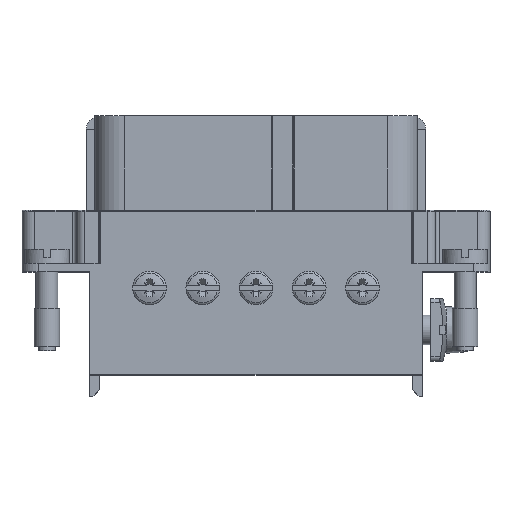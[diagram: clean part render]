
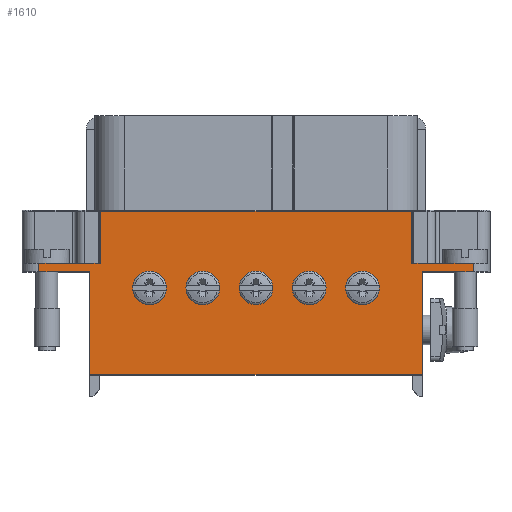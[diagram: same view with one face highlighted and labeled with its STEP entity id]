
A CAD part, top view. The second image highlights one B-rep face of the part: STEP entity #1610.
In plain terms, the highlighted planar face has unit normal (0, 0, 1).
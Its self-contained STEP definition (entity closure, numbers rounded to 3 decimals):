
#169=FACE_BOUND('',#5093,.T.);
#170=FACE_BOUND('',#5094,.T.);
#171=FACE_BOUND('',#5095,.T.);
#172=FACE_BOUND('',#5096,.T.);
#173=FACE_BOUND('',#5097,.T.);
#174=FACE_BOUND('',#5098,.T.);
#629=CIRCLE('',#24749,2.);
#630=CIRCLE('',#24750,2.);
#631=CIRCLE('',#24751,2.);
#632=CIRCLE('',#24752,2.);
#633=CIRCLE('',#24753,2.);
#1420=B_SPLINE_CURVE_WITH_KNOTS('',3,(#34261,#34262,#34263,#34264),
 .UNSPECIFIED.,.F.,.F.,(4,4),(0.,1.),.UNSPECIFIED.);
#1421=B_SPLINE_CURVE_WITH_KNOTS('',3,(#34284,#34285,#34286,#34287),
 .UNSPECIFIED.,.F.,.F.,(4,4),(0.,1.),.UNSPECIFIED.);
#1610=ADVANCED_FACE('89',(#169,#170,#171,#172,#173,#174),#2886,.T.);
#2886=PLANE('',#24754);
#5093=EDGE_LOOP('',(#6777,#6778,#6779,#6780,#6781,#6782,#6783,#6784,#6785,
#6786,#6787,#6788,#6789,#6790,#6791,#6792));
#5094=EDGE_LOOP('',(#6793));
#5095=EDGE_LOOP('',(#6794));
#5096=EDGE_LOOP('',(#6795));
#5097=EDGE_LOOP('',(#6796));
#5098=EDGE_LOOP('',(#6797));
#6777=ORIENTED_EDGE('',*,*,#16086,.T.);
#6778=ORIENTED_EDGE('',*,*,#16087,.F.);
#6779=ORIENTED_EDGE('',*,*,#16088,.T.);
#6780=ORIENTED_EDGE('',*,*,#16089,.T.);
#6781=ORIENTED_EDGE('',*,*,#16090,.T.);
#6782=ORIENTED_EDGE('',*,*,#16091,.T.);
#6783=ORIENTED_EDGE('',*,*,#16092,.T.);
#6784=ORIENTED_EDGE('',*,*,#16093,.T.);
#6785=ORIENTED_EDGE('',*,*,#16094,.T.);
#6786=ORIENTED_EDGE('',*,*,#16095,.T.);
#6787=ORIENTED_EDGE('',*,*,#16096,.F.);
#6788=ORIENTED_EDGE('',*,*,#16097,.T.);
#6789=ORIENTED_EDGE('',*,*,#16098,.F.);
#6790=ORIENTED_EDGE('',*,*,#16099,.F.);
#6791=ORIENTED_EDGE('',*,*,#16100,.T.);
#6792=ORIENTED_EDGE('',*,*,#16101,.T.);
#6793=ORIENTED_EDGE('',*,*,#16102,.F.);
#6794=ORIENTED_EDGE('',*,*,#16103,.F.);
#6795=ORIENTED_EDGE('',*,*,#16104,.F.);
#6796=ORIENTED_EDGE('',*,*,#16105,.F.);
#6797=ORIENTED_EDGE('',*,*,#16106,.F.);
#13677=VERTEX_POINT('',#34251);
#13678=VERTEX_POINT('',#34252);
#13679=VERTEX_POINT('',#34254);
#13680=VERTEX_POINT('',#34256);
#13681=VERTEX_POINT('',#34258);
#13682=VERTEX_POINT('',#34260);
#13683=VERTEX_POINT('',#34265);
#13684=VERTEX_POINT('',#34267);
#13685=VERTEX_POINT('',#34269);
#13686=VERTEX_POINT('',#34271);
#13687=VERTEX_POINT('',#34273);
#13688=VERTEX_POINT('',#34275);
#13689=VERTEX_POINT('',#34277);
#13690=VERTEX_POINT('',#34279);
#13691=VERTEX_POINT('',#34281);
#13692=VERTEX_POINT('',#34283);
#13693=VERTEX_POINT('',#34289);
#13694=VERTEX_POINT('',#34291);
#13695=VERTEX_POINT('',#34293);
#13696=VERTEX_POINT('',#34295);
#13697=VERTEX_POINT('',#34297);
#16086=EDGE_CURVE('',#13677,#13678,#19571,.T.);
#16087=EDGE_CURVE('3546',#13679,#13678,#19572,.T.);
#16088=EDGE_CURVE('4202',#13679,#13680,#19573,.T.);
#16089=EDGE_CURVE('3840',#13680,#13681,#19574,.T.);
#16090=EDGE_CURVE('',#13681,#13682,#19575,.T.);
#16091=EDGE_CURVE('',#13682,#13683,#1420,.T.);
#16092=EDGE_CURVE('',#13683,#13684,#19576,.T.);
#16093=EDGE_CURVE('',#13684,#13685,#19577,.T.);
#16094=EDGE_CURVE('',#13685,#13686,#19578,.T.);
#16095=EDGE_CURVE('',#13686,#13687,#19579,.T.);
#16096=EDGE_CURVE('',#13688,#13687,#19580,.T.);
#16097=EDGE_CURVE('',#13688,#13689,#19581,.T.);
#16098=EDGE_CURVE('',#13690,#13689,#19582,.T.);
#16099=EDGE_CURVE('',#13691,#13690,#19583,.T.);
#16100=EDGE_CURVE('',#13691,#13692,#19584,.T.);
#16101=EDGE_CURVE('',#13692,#13677,#1421,.T.);
#16102=EDGE_CURVE('',#13693,#13693,#629,.T.);
#16103=EDGE_CURVE('',#13694,#13694,#630,.T.);
#16104=EDGE_CURVE('',#13695,#13695,#631,.T.);
#16105=EDGE_CURVE('',#13696,#13696,#632,.T.);
#16106=EDGE_CURVE('',#13697,#13697,#633,.T.);
#19571=LINE('',#34250,#22177);
#19572=LINE('',#34253,#22178);
#19573=LINE('',#34255,#22179);
#19574=LINE('',#34257,#22180);
#19575=LINE('',#34259,#22181);
#19576=LINE('',#34266,#22182);
#19577=LINE('',#34268,#22183);
#19578=LINE('',#34270,#22184);
#19579=LINE('',#34272,#22185);
#19580=LINE('',#34274,#22186);
#19581=LINE('',#34276,#22187);
#19582=LINE('',#34278,#22188);
#19583=LINE('',#34280,#22189);
#19584=LINE('',#34282,#22190);
#22177=VECTOR('',#27085,1.);
#22178=VECTOR('',#27086,1.);
#22179=VECTOR('',#27087,1.);
#22180=VECTOR('',#27088,1.);
#22181=VECTOR('',#27089,1.);
#22182=VECTOR('',#27090,1.);
#22183=VECTOR('',#27091,1.);
#22184=VECTOR('',#27092,1.);
#22185=VECTOR('',#27093,1.);
#22186=VECTOR('',#27094,1.);
#22187=VECTOR('',#27095,1.);
#22188=VECTOR('',#27096,1.);
#22189=VECTOR('',#27097,1.);
#22190=VECTOR('',#27098,1.);
#24749=AXIS2_PLACEMENT_3D('',#34288,#27099,#27100);
#24750=AXIS2_PLACEMENT_3D('',#34290,#27101,#27102);
#24751=AXIS2_PLACEMENT_3D('',#34292,#27103,#27104);
#24752=AXIS2_PLACEMENT_3D('',#34294,#27105,#27106);
#24753=AXIS2_PLACEMENT_3D('',#34296,#27107,#27108);
#24754=AXIS2_PLACEMENT_3D('',#34298,#27109,#27110);
#27085=DIRECTION('',(-1.,0.,0.));
#27086=DIRECTION('',(0.,-1.,0.));
#27087=DIRECTION('',(-1.,0.,0.));
#27088=DIRECTION('',(0.,-1.,0.));
#27089=DIRECTION('',(-1.,0.,0.));
#27090=DIRECTION('',(-1.,0.,0.));
#27091=DIRECTION('',(0.,-1.,0.));
#27092=DIRECTION('',(1.,0.,0.));
#27093=DIRECTION('',(0.,-1.,0.));
#27094=DIRECTION('',(-1.,0.,0.));
#27095=DIRECTION('',(0.,1.,0.));
#27096=DIRECTION('',(-1.,0.,0.));
#27097=DIRECTION('',(0.,-1.,0.));
#27098=DIRECTION('',(-1.,0.,0.));
#27099=DIRECTION('',(0.,0.,1.));
#27100=DIRECTION('',(-1.,0.,0.));
#27101=DIRECTION('',(0.,0.,1.));
#27102=DIRECTION('',(-1.,0.,0.));
#27103=DIRECTION('',(0.,0.,1.));
#27104=DIRECTION('',(-1.,0.,0.));
#27105=DIRECTION('',(0.,0.,1.));
#27106=DIRECTION('',(-1.,0.,0.));
#27107=DIRECTION('',(0.,0.,1.));
#27108=DIRECTION('',(-1.,0.,0.));
#27109=DIRECTION('',(0.,0.,1.));
#27110=DIRECTION('',(-1.,0.,0.));
#34250=CARTESIAN_POINT('',(19.7,-3.4,11.4));
#34251=CARTESIAN_POINT('',(19.7,-3.4,11.4));
#34252=CARTESIAN_POINT('',(18.4,-3.4,11.4));
#34253=CARTESIAN_POINT('',(18.4,2.8,11.4));
#34254=CARTESIAN_POINT('',(18.4,2.8,11.4));
#34255=CARTESIAN_POINT('',(-12.5,2.8,11.4));
#34256=CARTESIAN_POINT('',(-18.4,2.8,11.4));
#34257=CARTESIAN_POINT('',(-18.4,2.8,11.4));
#34258=CARTESIAN_POINT('',(-18.4,-3.4,11.4));
#34259=CARTESIAN_POINT('',(19.7,-3.4,11.4));
#34260=CARTESIAN_POINT('',(-19.7,-3.4,11.4));
#34261=CARTESIAN_POINT('',(-19.7,-3.4,11.4));
#34262=CARTESIAN_POINT('',(-20.858,-3.4,11.4));
#34263=CARTESIAN_POINT('',(-22.017,-3.4,11.4));
#34264=CARTESIAN_POINT('',(-23.175,-3.4,11.4));
#34265=CARTESIAN_POINT('',(-23.175,-3.4,11.4));
#34266=CARTESIAN_POINT('',(-25.7,-3.4,11.4));
#34267=CARTESIAN_POINT('',(-25.7,-3.4,11.4));
#34268=CARTESIAN_POINT('',(-25.7,-3.4,11.4));
#34269=CARTESIAN_POINT('',(-25.7,-4.4,11.4));
#34270=CARTESIAN_POINT('',(-25.7,-4.4,11.4));
#34271=CARTESIAN_POINT('',(-19.7,-4.4,11.4));
#34272=CARTESIAN_POINT('',(-19.7,-14.1,11.4));
#34273=CARTESIAN_POINT('',(-19.7,-16.6,11.4));
#34274=CARTESIAN_POINT('',(19.2,-16.6,11.4));
#34275=CARTESIAN_POINT('',(19.7,-16.6,11.4));
#34276=CARTESIAN_POINT('',(19.7,-14.1,11.4));
#34277=CARTESIAN_POINT('',(19.7,-4.4,11.4));
#34278=CARTESIAN_POINT('',(25.7,-4.4,11.4));
#34279=CARTESIAN_POINT('',(25.7,-4.4,11.4));
#34280=CARTESIAN_POINT('',(25.7,-3.4,11.4));
#34281=CARTESIAN_POINT('',(25.7,-3.4,11.4));
#34282=CARTESIAN_POINT('',(25.7,-3.4,11.4));
#34283=CARTESIAN_POINT('',(20.7,-3.4,11.4));
#34284=CARTESIAN_POINT('',(20.7,-3.4,11.4));
#34285=CARTESIAN_POINT('',(20.367,-3.4,11.4));
#34286=CARTESIAN_POINT('',(20.033,-3.4,11.4));
#34287=CARTESIAN_POINT('',(19.7,-3.4,11.4));
#34288=CARTESIAN_POINT('',(-12.6,-6.3,11.4));
#34289=CARTESIAN_POINT('',(-14.6,-6.3,11.4));
#34290=CARTESIAN_POINT('',(-6.3,-6.3,11.4));
#34291=CARTESIAN_POINT('',(-8.3,-6.3,11.4));
#34292=CARTESIAN_POINT('',(0.,-6.3,11.4));
#34293=CARTESIAN_POINT('',(-2.,-6.3,11.4));
#34294=CARTESIAN_POINT('',(6.3,-6.3,11.4));
#34295=CARTESIAN_POINT('',(4.3,-6.3,11.4));
#34296=CARTESIAN_POINT('',(12.6,-6.3,11.4));
#34297=CARTESIAN_POINT('',(10.6,-6.3,11.4));
#34298=CARTESIAN_POINT('',(-23.35,-3.9,11.4));
